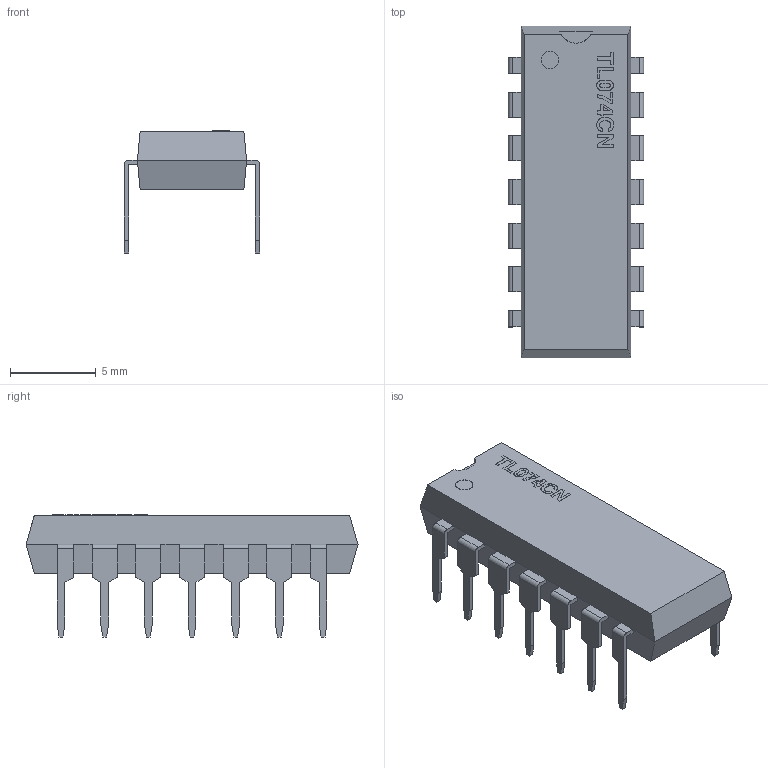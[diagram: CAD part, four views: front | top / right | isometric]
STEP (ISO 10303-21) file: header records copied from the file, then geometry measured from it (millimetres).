
FILE_DESCRIPTION(('FreeCAD Model'),'2;1');
FILE_NAME('TL074CN.step','2019-07-23T13:26:26',('Author'),(''), 'Open CASCADE STEP processor 7.3','FreeCAD','Unknown');
FILE_SCHEMA(('AUTOMOTIVE_DESIGN { 1 0 10303 214 1 1 1 1 }'));
Length unit declared in the file: millimetre
Products named in the file (1): TL074CN
Bounding box: 7.87 x 19.3 x 7.1 mm (x, y, z)
Volume: 412.6 mm3; surface area: 566.5 mm2
Topology: 1 solids, 1 shells, 299 faces, 829 edges, 542 vertices
Faces by surface type: plane 232, extrusion 43, cylinder 16, bspline 8
Full cylindrical faces by diameter (mm): 1 x1
Entity records: 11578 total; most frequent: CARTESIAN_POINT 2106, ORIENTED_EDGE 1658, DIRECTION 1263, EDGE_CURVE 829, VECTOR 701, LINE 658, VERTEX_POINT 542, FACE_BOUND 309
